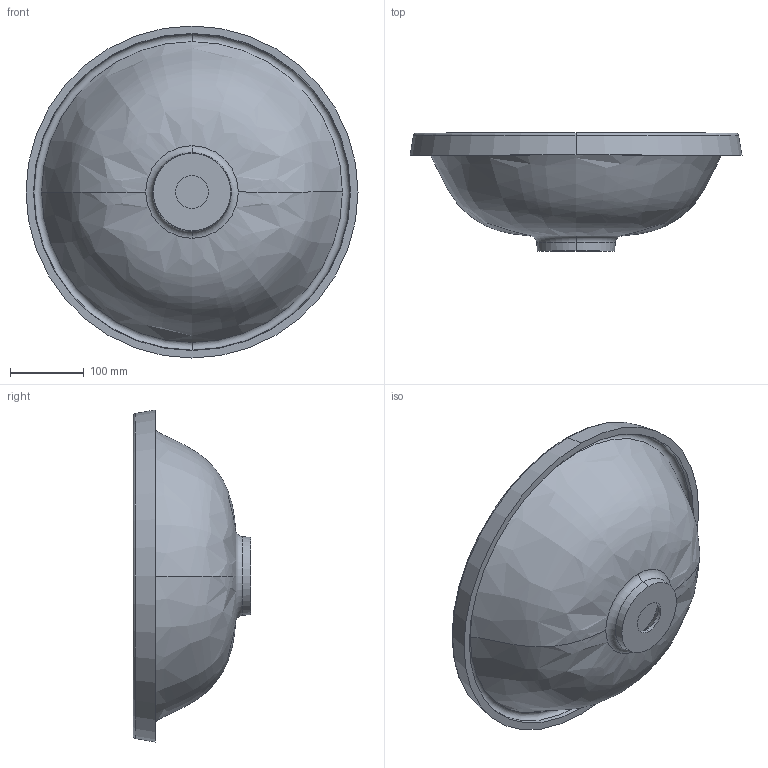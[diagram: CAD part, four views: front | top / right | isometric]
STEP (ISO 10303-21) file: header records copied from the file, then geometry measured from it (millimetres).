
FILE_DESCRIPTION (( 'STEP AP214' ), '1' );
FILE_NAME ('Siena.STEP', '2020-10-06T10:25:35', ( '' ), ( '' ), 'SwSTEP 2.0', 'SolidWorks 2020', '' );
FILE_SCHEMA (( 'AUTOMOTIVE_DESIGN' ));
Length unit declared in the file: millimetre
Products named in the file (1): Siena
Bounding box: 450.58 x 160 x 450.58 mm (x, y, z)
Volume: 2585554.8 mm3; surface area: 509601.8 mm2
Topology: 2 solids, 2 shells, 89 faces, 208 edges, 118 vertices
Faces by surface type: bspline 31, torus 29, cone 16, plane 11, cylinder 2
Entity records: 4149 total; most frequent: CARTESIAN_POINT 2241, ORIENTED_EDGE 404, DIRECTION 395, EDGE_CURVE 202, AXIS2_PLACEMENT_3D 190, CIRCLE 131, VERTEX_POINT 118, EDGE_LOOP 92
